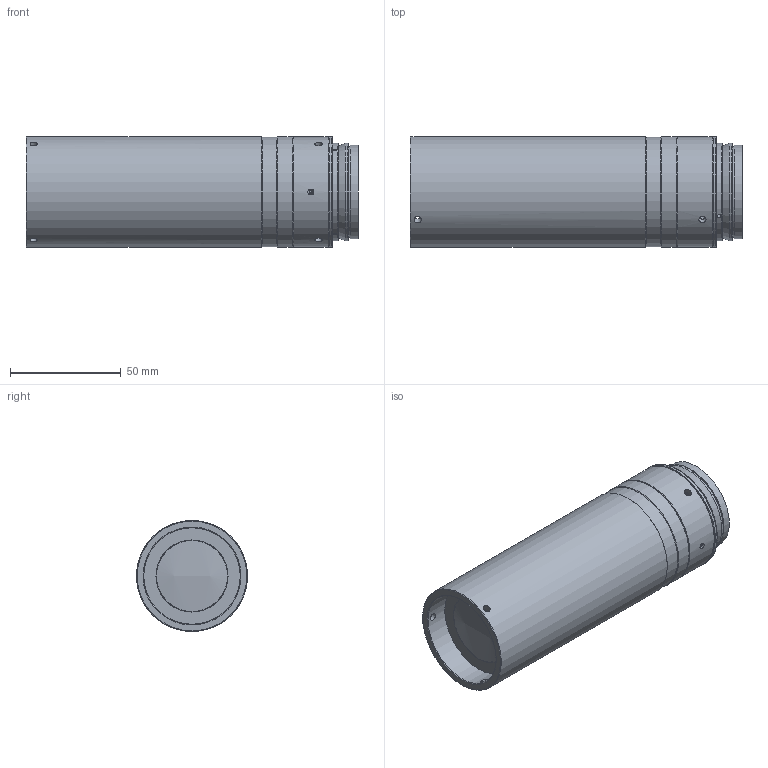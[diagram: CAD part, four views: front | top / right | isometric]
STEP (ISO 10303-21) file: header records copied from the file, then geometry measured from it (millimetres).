
FILE_DESCRIPTION (( 'STEP AP203' ), '1' );
FILE_NAME ('693044.STEP', '2025-12-22T02:47:08', ( 'Windows User' ), ( 'P R C' ), 'SwSTEP 2.0', 'SolidWorks 2020', '' );
FILE_SCHEMA (( 'CONFIG_CONTROL_DESIGN' ));
Length unit declared in the file: millimetre
Products named in the file (1): 693044
Bounding box: 149.59 x 50 x 50 mm (x, y, z)
Surface area: 43945.9 mm2 (no closed solid volume)
Topology: 0 solids, 12 shells, 117 faces, 288 edges, 207 vertices
Faces by surface type: plane 42, cone 36, cylinder 31, bspline 7, sphere 1
Full cylindrical faces by diameter (mm): 1.5 x1, 1.6 x3, 2.5 x2, 2.7 x1, 3.2 x2, 3.3 x3, 19 x1, 21.5 x1, 31 x1, 32 x1, 32.501 x1, 33 x1, 35.2 x1, 38.25 x1, 41 x1, 42 x1, 43.5 x1, 43.8 x2, 44.6 x1, 49.4 x1, 49.8 x1, 50 x3
Entity records: 6151 total; most frequent: CARTESIAN_POINT 3725, DIRECTION 464, ORIENTED_EDGE 322, EDGE_LOOP 244, AXIS2_PLACEMENT_3D 221, EDGE_CURVE 201, VERTEX_POINT 192, FACE_OUTER_BOUND 155
